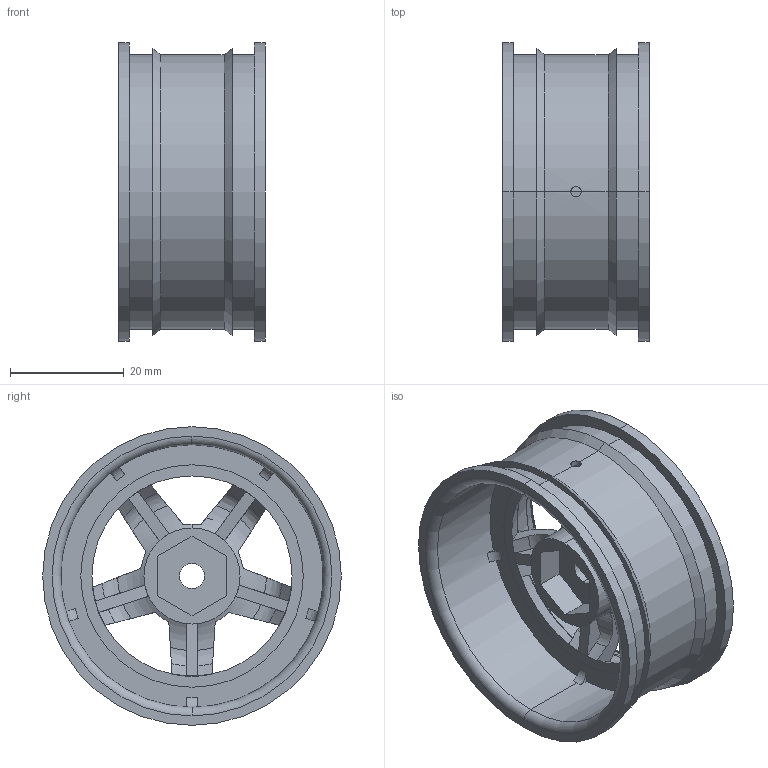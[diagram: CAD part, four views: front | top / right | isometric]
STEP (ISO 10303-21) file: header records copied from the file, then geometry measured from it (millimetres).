
FILE_DESCRIPTION (( 'STEP AP203' ), '1' );
FILE_NAME ('595650.STEP', '2015-02-09T20:32:33', ( 'Kyle' ), ( 'Microsoft' ), 'SwSTEP 2.0', 'SolidWorks 2014', '' );
FILE_SCHEMA (( 'CONFIG_CONTROL_DESIGN' ));
Length unit declared in the file: inch
Products named in the file (1): 595650
Bounding box: 25.83 x 52.58 x 52.58 mm (x, y, z)
Volume: 11269.2 mm3; surface area: 12781.7 mm2
Topology: 1 solids, 1 shells, 158 faces, 451 edges, 286 vertices
Faces by surface type: plane 57, cylinder 55, torus 29, cone 17
Entity records: 5766 total; most frequent: CARTESIAN_POINT 1674, ORIENTED_EDGE 902, DIRECTION 800, EDGE_CURVE 451, AXIS2_PLACEMENT_3D 326, VERTEX_POINT 286, EDGE_LOOP 173, CIRCLE 167
